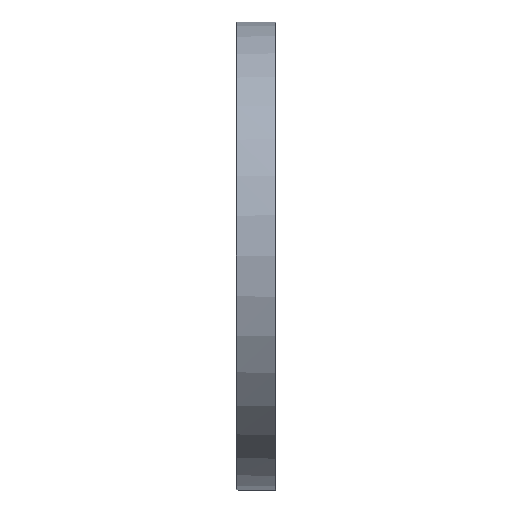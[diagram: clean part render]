
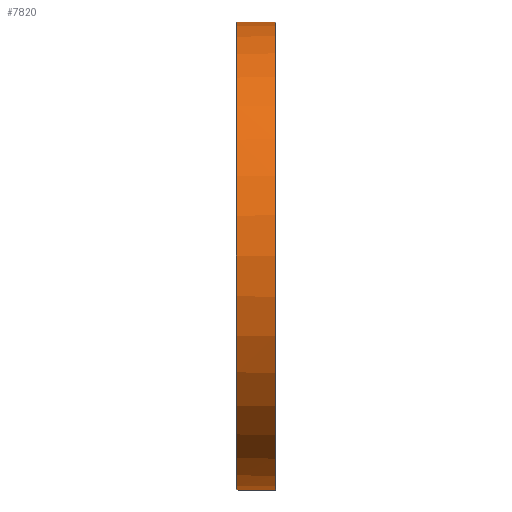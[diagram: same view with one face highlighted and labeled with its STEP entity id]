
A CAD part, left-side view. The second image highlights one B-rep face of the part: STEP entity #7820.
In plain terms, the highlighted cylindrical face has radius 153 mm (diameter 306 mm), a partial arc.
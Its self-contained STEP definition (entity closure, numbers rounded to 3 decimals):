
#48 = CARTESIAN_POINT ( 'NONE',  ( -1.5, 25.6, 152.993 ) ) ;
#99 = VERTEX_POINT ( 'NONE', #5047 ) ;
#280 = ORIENTED_EDGE ( 'NONE', *, *, #5409, .T. ) ;
#300 = CARTESIAN_POINT ( 'NONE',  ( -1.5, 0., 152.993 ) ) ;
#427 = LINE ( 'NONE', #1408, #1991 ) ;
#486 = DIRECTION ( 'NONE',  ( 0., 0., 1. ) ) ;
#586 = VERTEX_POINT ( 'NONE', #4134 ) ;
#665 = CARTESIAN_POINT ( 'NONE',  ( -1.5, 25.6, -152.993 ) ) ;
#669 = CARTESIAN_POINT ( 'NONE',  ( 0., 0.4, 153. ) ) ;
#796 = AXIS2_PLACEMENT_3D ( 'NONE', #8467, #4491, #486 ) ;
#863 = CARTESIAN_POINT ( 'NONE',  ( 0., 0., 0. ) ) ;
#883 = DIRECTION ( 'NONE',  ( 0., -1., 0. ) ) ;
#1152 = FACE_OUTER_BOUND ( 'NONE', #1380, .T. ) ;
#1170 = CARTESIAN_POINT ( 'NONE',  ( -1.5, 24.7, 152.993 ) ) ;
#1317 = CIRCLE ( 'NONE', #8152, 153. ) ;
#1380 = EDGE_LOOP ( 'NONE', ( #8347, #3120, #280, #5356, #3944, #3013, #3186, #3557 ) ) ;
#1408 = CARTESIAN_POINT ( 'NONE',  ( 0., 0., 153. ) ) ;
#1524 = DIRECTION ( 'NONE',  ( 0., 0., -1. ) ) ;
#1647 = DIRECTION ( 'NONE',  ( 0., 1., 0. ) ) ;
#1756 = EDGE_CURVE ( 'NONE', #586, #8469, #5091, .T. ) ;
#1776 = AXIS2_PLACEMENT_3D ( 'NONE', #6773, #2786, #7450 ) ;
#1991 = VECTOR ( 'NONE', #7425, 1000. ) ;
#2387 = DIRECTION ( 'NONE',  ( 0., -1., 0. ) ) ;
#2538 = EDGE_CURVE ( 'NONE', #586, #5155, #1317, .T. ) ;
#2609 = CIRCLE ( 'NONE', #6129, 153. ) ;
#2786 = DIRECTION ( 'NONE',  ( 0., 1., 0. ) ) ;
#3013 = ORIENTED_EDGE ( 'NONE', *, *, #2538, .F. ) ;
#3053 = DIRECTION ( 'NONE',  ( 0., -1., 0. ) ) ;
#3120 = ORIENTED_EDGE ( 'NONE', *, *, #3290, .F. ) ;
#3186 = ORIENTED_EDGE ( 'NONE', *, *, #1756, .T. ) ;
#3290 = EDGE_CURVE ( 'NONE', #6452, #99, #8174, .T. ) ;
#3529 = VERTEX_POINT ( 'NONE', #48 ) ;
#3557 = ORIENTED_EDGE ( 'NONE', *, *, #6056, .T. ) ;
#3673 = LINE ( 'NONE', #300, #5447 ) ;
#3772 = CIRCLE ( 'NONE', #1776, 153. ) ;
#3792 = DIRECTION ( 'NONE',  ( 0., 1., 0. ) ) ;
#3944 = ORIENTED_EDGE ( 'NONE', *, *, #7528, .T. ) ;
#4087 = LINE ( 'NONE', #7701, #5853 ) ;
#4134 = CARTESIAN_POINT ( 'NONE',  ( 0., 24.7, -153. ) ) ;
#4491 = DIRECTION ( 'NONE',  ( 0., 1., 0. ) ) ;
#4628 = VERTEX_POINT ( 'NONE', #665 ) ;
#5047 = CARTESIAN_POINT ( 'NONE',  ( 0., 24.7, 153. ) ) ;
#5091 = LINE ( 'NONE', #5549, #6868 ) ;
#5155 = VERTEX_POINT ( 'NONE', #5235 ) ;
#5235 = CARTESIAN_POINT ( 'NONE',  ( -1.5, 24.7, -152.993 ) ) ;
#5356 = ORIENTED_EDGE ( 'NONE', *, *, #7486, .T. ) ;
#5409 = EDGE_CURVE ( 'NONE', #6452, #3529, #3673, .T. ) ;
#5447 = VECTOR ( 'NONE', #1647, 1000. ) ;
#5457 = CARTESIAN_POINT ( 'NONE',  ( 0., 0.4, -153. ) ) ;
#5483 = AXIS2_PLACEMENT_3D ( 'NONE', #863, #6862, #1524 ) ;
#5549 = CARTESIAN_POINT ( 'NONE',  ( 0., 0., -153. ) ) ;
#5853 = VECTOR ( 'NONE', #3053, 1000. ) ;
#6039 = EDGE_CURVE ( 'NONE', #99, #6588, #427, .T. ) ;
#6056 = EDGE_CURVE ( 'NONE', #8469, #6588, #3772, .T. ) ;
#6129 = AXIS2_PLACEMENT_3D ( 'NONE', #6380, #2387, #7044 ) ;
#6266 = CYLINDRICAL_SURFACE ( 'NONE', #5483, 153. ) ;
#6380 = CARTESIAN_POINT ( 'NONE',  ( 0., 25.6, 0. ) ) ;
#6452 = VERTEX_POINT ( 'NONE', #1170 ) ;
#6588 = VERTEX_POINT ( 'NONE', #669 ) ;
#6773 = CARTESIAN_POINT ( 'NONE',  ( 0., 0.4, 0. ) ) ;
#6862 = DIRECTION ( 'NONE',  ( 0., -1., 0. ) ) ;
#6868 = VECTOR ( 'NONE', #883, 1000. ) ;
#7044 = DIRECTION ( 'NONE',  ( 0., 0., -1. ) ) ;
#7425 = DIRECTION ( 'NONE',  ( 0., -1., 0. ) ) ;
#7450 = DIRECTION ( 'NONE',  ( 0., 0., 1. ) ) ;
#7486 = EDGE_CURVE ( 'NONE', #3529, #4628, #2609, .T. ) ;
#7528 = EDGE_CURVE ( 'NONE', #4628, #5155, #4087, .T. ) ;
#7701 = CARTESIAN_POINT ( 'NONE',  ( -1.5, 0., -152.993 ) ) ;
#7768 = CARTESIAN_POINT ( 'NONE',  ( 0., 24.7, 0. ) ) ;
#7820 = ADVANCED_FACE ( 'NONE', ( #1152 ), #6266, .T. ) ;
#8152 = AXIS2_PLACEMENT_3D ( 'NONE', #7768, #3792, #8434 ) ;
#8174 = CIRCLE ( 'NONE', #796, 153. ) ;
#8347 = ORIENTED_EDGE ( 'NONE', *, *, #6039, .F. ) ;
#8434 = DIRECTION ( 'NONE',  ( 0., 0., 1. ) ) ;
#8467 = CARTESIAN_POINT ( 'NONE',  ( 0., 24.7, 0. ) ) ;
#8469 = VERTEX_POINT ( 'NONE', #5457 ) ;
